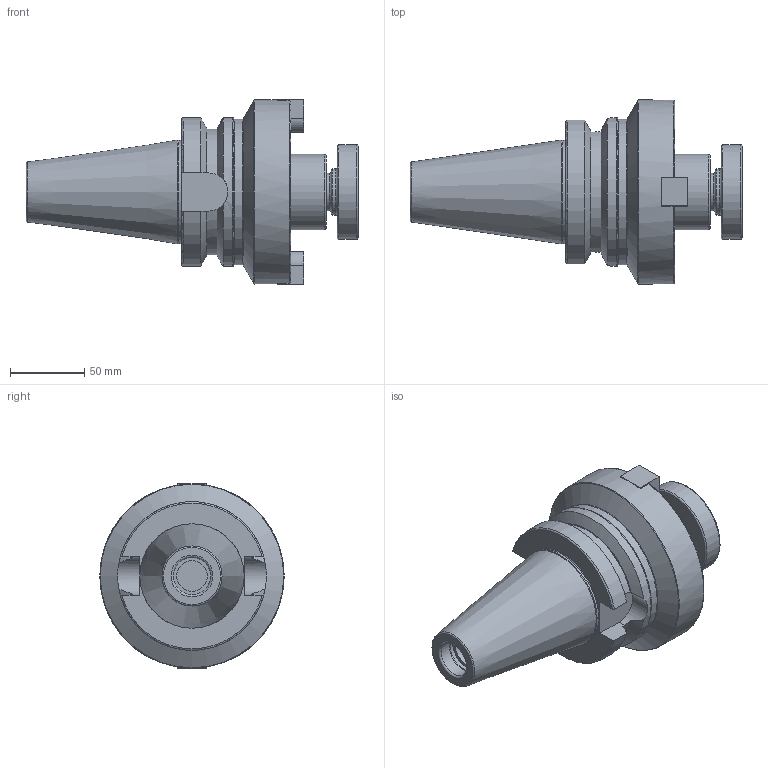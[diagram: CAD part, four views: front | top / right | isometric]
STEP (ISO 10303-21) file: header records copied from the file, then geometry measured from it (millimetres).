
FILE_DESCRIPTION(/* description */ (''),/* implementation_level */ '2;1');
FILE_NAME(/* name */ 'EI029.stp',/* time_stamp */ '2026-01-08T10:39:59+09:00',/* author */ ('YSH'),/* organization */ (''),/* preprocessor_version */ 'ST-DEVELOPER v20.1',/* originating_system */ 'Autodesk Inventor 2026',/* authorisation */ '');
FILE_SCHEMA (('AUTOMOTIVE_DESIGN { 1 0 10303 214 3 1 1 }'));
Length unit declared in the file: millimetre
Products named in the file (5): LO-BT50-SMA50.8-76.2; BT50; SMA27-DRIV EKEY-SECO; ANSI B18.3 - 5/16 - 18 UNC - 3/4 HS HCS; COLLAR BOLT-UNF3_8-24x24L
Assembly tree (4 placements, depth 2):
  LO-BT50-SMA50.8-76.2
    BT50
    SMA27-DRIV EKEY-SECO  x2
    COLLAR BOLT-UNF3_8-24x24L
  ANSI B18.3 - 5/16 - 18 UNC - 3/4 HS HCS
Bounding box: 223.33 x 123.95 x 124 mm (x, y, z)
Volume: 948450.8 mm3; surface area: 105560 mm2
Topology: 6 solids, 6 shells, 142 faces, 337 edges, 217 vertices
Faces by surface type: plane 68, cylinder 35, torus 21, cone 18
Full cylindrical faces by diameter (mm): 6.401 x2, 7.925 x2, 8.6 x2, 11.913 x2, 12.6 x2, 19.05 x1, 20.5 x1, 20.752 x1, 23.444 x1, 25 x1, 25.4 x1, 25.6 x1, 31 x1, 38 x1, 50.8 x1, 63.5 x1, 69.3 x1, 98 x1, 100 x1, 123.95 x1
Entity records: 3727 total; most frequent: CARTESIAN_POINT 742, DIRECTION 631, ORIENTED_EDGE 558, EDGE_CURVE 279, AXIS2_PLACEMENT_3D 253, VERTEX_POINT 181, EDGE_LOOP 134, LINE 125
